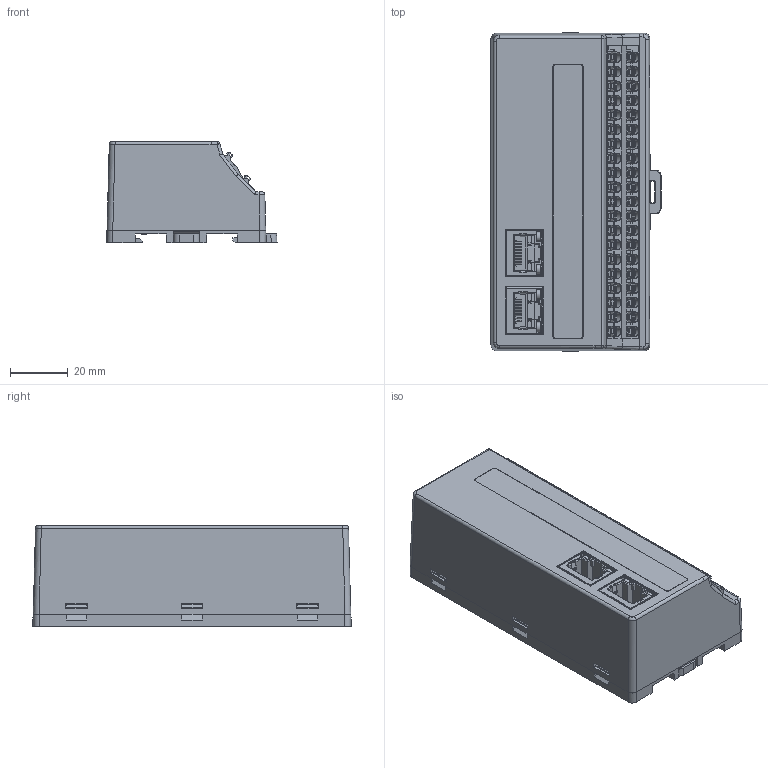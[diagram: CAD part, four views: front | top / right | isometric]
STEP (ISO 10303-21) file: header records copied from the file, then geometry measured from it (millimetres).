
FILE_DESCRIPTION(/* description */ (''),/* implementation_level */ '2;1');
FILE_NAME(/* name */ 'EC8-2.stp',/* time_stamp */ '2024-06-21T15:28:03+08:00',/* author */ (''),/* organization */ (''),/* preprocessor_version */ 'ST-DEVELOPER v14',/* originating_system */ 'SIEMENS PLM Software NX 8.0',/* authorisation */ '');
FILE_SCHEMA (('AUTOMOTIVE_DESIGN { 1 0 10303 214 3 1 1 1 }'));
Products named in the file (1): EC8-2
Bounding box: 58.89 x 110.29 x 35.05 mm (x, y, z)
Volume: 171525.2 mm3; surface area: 46286.7 mm2
Topology: 3 solids, 3 shells, 4183 faces, 11931 edges, 7722 vertices
Faces by surface type: plane 3190, cylinder 828, torus 88, bspline 64, sphere 9, cone 4
Full cylindrical faces by diameter (mm): 0.45 x48, 3 x2
Entity records: 141218 total; most frequent: CARTESIAN_POINT 32527, ORIENTED_EDGE 23470, DIRECTION 21513, EDGE_CURVE 11735, LINE 9221, VECTOR 9221, VERTEX_POINT 7654, AXIS2_PLACEMENT_3D 6146
